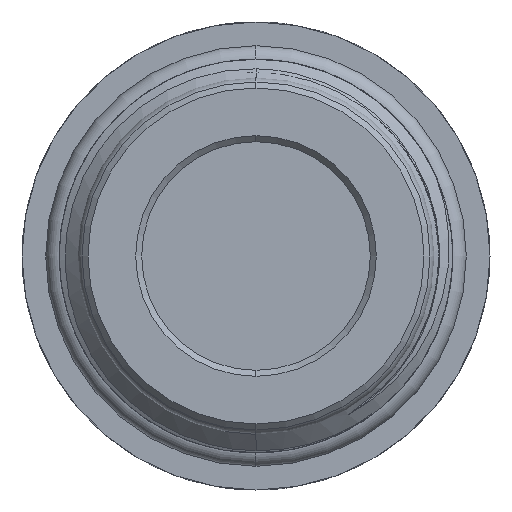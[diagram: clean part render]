
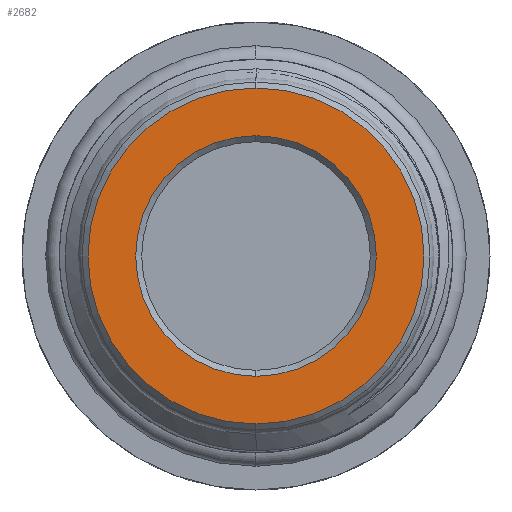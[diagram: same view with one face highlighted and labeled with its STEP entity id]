
A CAD part, left-side view. The second image highlights one B-rep face of the part: STEP entity #2682.
In plain terms, the highlighted planar face has unit normal (-1, 0, 0).
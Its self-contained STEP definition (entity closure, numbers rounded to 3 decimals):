
#289 = CARTESIAN_POINT ( 'NONE',  ( 0., 0., 10.025 ) ) ;
#1848 = EDGE_CURVE ( 'NONE', #20014, #13530, #12824, .T. ) ;
#2196 = CIRCLE ( 'NONE', #22458, 14. ) ;
#2682 = ADVANCED_FACE ( 'NONE', ( #24653, #18166 ), #5811, .F. ) ;
#2767 = AXIS2_PLACEMENT_3D ( 'NONE', #22858, #6409, #20264 ) ;
#2981 = AXIS2_PLACEMENT_3D ( 'NONE', #21054, #7320, #23345 ) ;
#3537 = AXIS2_PLACEMENT_3D ( 'NONE', #17344, #29143, #10635 ) ;
#4001 = DIRECTION ( 'NONE',  ( -1., 0., 0. ) ) ;
#4074 = EDGE_CURVE ( 'NONE', #26912, #14759, #26002, .T. ) ;
#4812 = DIRECTION ( 'NONE',  ( 0., 0., -1. ) ) ;
#5811 = PLANE ( 'NONE',  #3537 ) ;
#6342 = CARTESIAN_POINT ( 'NONE',  ( 0., 0., -10.025 ) ) ;
#6409 = DIRECTION ( 'NONE',  ( 1., 0., 0. ) ) ;
#7320 = DIRECTION ( 'NONE',  ( 1., 0., 0. ) ) ;
#8114 = ORIENTED_EDGE ( 'NONE', *, *, #1848, .T. ) ;
#8474 = EDGE_CURVE ( 'NONE', #13530, #20014, #2196, .T. ) ;
#9048 = EDGE_LOOP ( 'NONE', ( #8114, #25513 ) ) ;
#9089 = ORIENTED_EDGE ( 'NONE', *, *, #15421, .T. ) ;
#10635 = DIRECTION ( 'NONE',  ( 0., 0., -1. ) ) ;
#12824 = CIRCLE ( 'NONE', #13937, 14. ) ;
#13530 = VERTEX_POINT ( 'NONE', #16046 ) ;
#13937 = AXIS2_PLACEMENT_3D ( 'NONE', #17737, #4001, #20053 ) ;
#14759 = VERTEX_POINT ( 'NONE', #6342 ) ;
#14910 = CIRCLE ( 'NONE', #2767, 10.025 ) ;
#15421 = EDGE_CURVE ( 'NONE', #14759, #26912, #14910, .T. ) ;
#16046 = CARTESIAN_POINT ( 'NONE',  ( 0., 0., 14. ) ) ;
#16174 = EDGE_LOOP ( 'NONE', ( #28660, #9089 ) ) ;
#17344 = CARTESIAN_POINT ( 'NONE',  ( 0., 0., 0. ) ) ;
#17737 = CARTESIAN_POINT ( 'NONE',  ( 0., 0., 0. ) ) ;
#18166 = FACE_OUTER_BOUND ( 'NONE', #9048, .T. ) ;
#18568 = CARTESIAN_POINT ( 'NONE',  ( 0., 0., 0. ) ) ;
#20014 = VERTEX_POINT ( 'NONE', #27489 ) ;
#20053 = DIRECTION ( 'NONE',  ( 0., 0., -1. ) ) ;
#20264 = DIRECTION ( 'NONE',  ( 0., 0., -1. ) ) ;
#21054 = CARTESIAN_POINT ( 'NONE',  ( 0., 0., 0. ) ) ;
#22458 = AXIS2_PLACEMENT_3D ( 'NONE', #18568, #25462, #4812 ) ;
#22858 = CARTESIAN_POINT ( 'NONE',  ( 0., 0., 0. ) ) ;
#23345 = DIRECTION ( 'NONE',  ( 0., 0., -1. ) ) ;
#24653 = FACE_BOUND ( 'NONE', #16174, .T. ) ;
#25462 = DIRECTION ( 'NONE',  ( -1., 0., 0. ) ) ;
#25513 = ORIENTED_EDGE ( 'NONE', *, *, #8474, .T. ) ;
#26002 = CIRCLE ( 'NONE', #2981, 10.025 ) ;
#26912 = VERTEX_POINT ( 'NONE', #289 ) ;
#27489 = CARTESIAN_POINT ( 'NONE',  ( 0., 0., -14. ) ) ;
#28660 = ORIENTED_EDGE ( 'NONE', *, *, #4074, .T. ) ;
#29143 = DIRECTION ( 'NONE',  ( 1., 0., 0. ) ) ;
